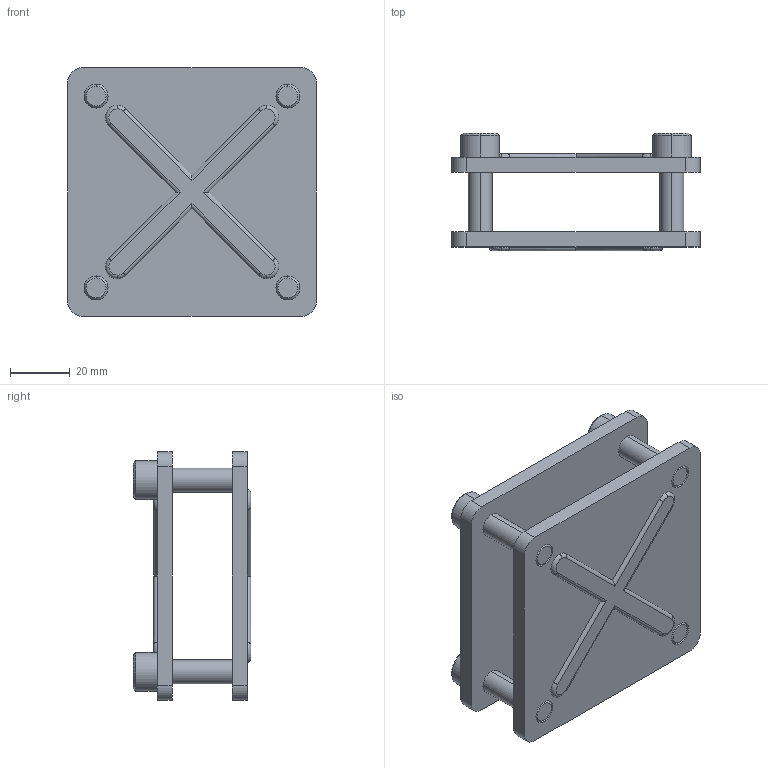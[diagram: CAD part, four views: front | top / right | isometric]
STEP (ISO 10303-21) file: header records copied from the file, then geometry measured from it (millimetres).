
FILE_DESCRIPTION(('STEP AP203'),'1');
FILE_NAME('bc50.stp','2024-10-02T13:37:28',('TraceParts'),('TraceParts S.A.'),'Spatial InterOp 3D',' ',' ');
FILE_SCHEMA(('CONFIG_CONTROL_DESIGN'));
Length unit declared in the file: millimetre
Products named in the file (1): 1
Bounding box: 83 x 39.2 x 83 mm (x, y, z)
Volume: 78902.1 mm3; surface area: 36916.4 mm2
Topology: 6 solids, 6 shells, 178 faces, 424 edges, 260 vertices
Faces by surface type: plane 74, cylinder 56, cone 24, torus 24
Entity records: 5192 total; most frequent: DIRECTION 968, CARTESIAN_POINT 884, ORIENTED_EDGE 832, EDGE_CURVE 416, AXIS2_PLACEMENT_3D 376, VERTEX_POINT 260, LINE 216, VECTOR 216
